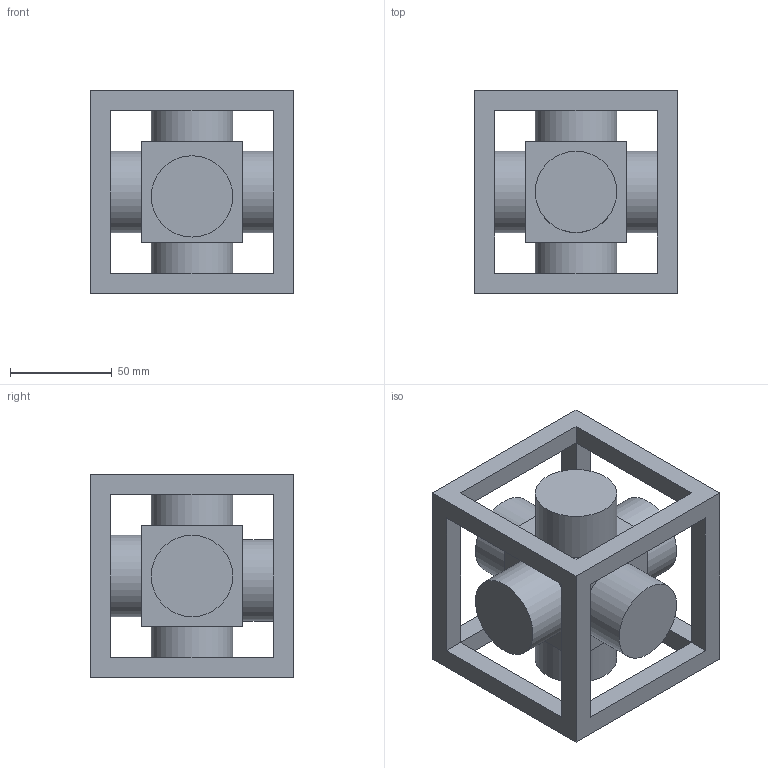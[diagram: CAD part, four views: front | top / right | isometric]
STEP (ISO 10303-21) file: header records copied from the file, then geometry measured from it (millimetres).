
FILE_DESCRIPTION(/* description */ ('STEP AP242','CAx-IF Rec.Pracs.---Representation and Presentation of Product Manufacturing Information (PMI)---4.0---2014-10-13','CAx-IF Rec.Pracs.---3D Tessellated Geometry---0.4---2014-09-14','2;1'),/* implementation_level */ '2;1');
FILE_NAME(/* name */ '679f86c60140a011bfbe9c94',/* time_stamp */ '2025-02-02T14:52:55Z',/* author */ (''),/* organization */ (''),/* preprocessor_version */ 'ST-DEVELOPER v20',/* originating_system */ 'ONSHAPE BY PTC INC, 1.193',/* authorisation */ ' ');
FILE_SCHEMA (('AP242_MANAGED_MODEL_BASED_3D_ENGINEERING_MIM_LF { 1 0 10303 442 1 1 4 }'));
Length unit declared in the file: metre
Products named in the file (2): Part 2; Part 1
Bounding box: 100 x 100 x 100 mm (x, y, z)
Volume: 417495.6 mm3; surface area: 74649.6 mm2
Topology: 2 solids, 2 shells, 48 faces, 102 edges, 60 vertices
Faces by surface type: plane 42, cylinder 6
Full cylindrical faces by diameter (mm): 40 x6
Entity records: 1283 total; most frequent: DIRECTION 208, CARTESIAN_POINT 206, ORIENTED_EDGE 192, EDGE_CURVE 96, LINE 84, VECTOR 84, EDGE_LOOP 66, FACE_BOUND 66
